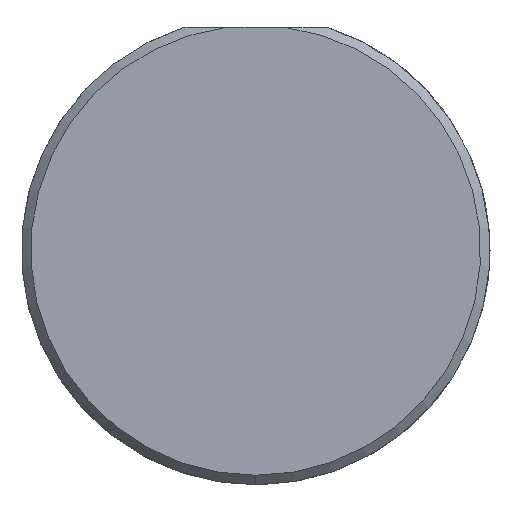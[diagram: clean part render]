
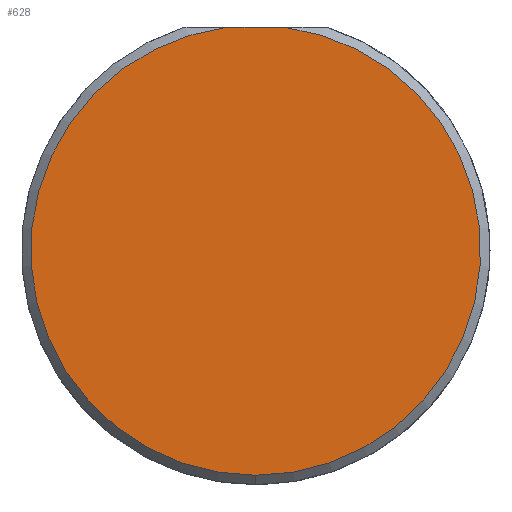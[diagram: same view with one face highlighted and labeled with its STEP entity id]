
A CAD part, left-side view. The second image highlights one B-rep face of the part: STEP entity #628.
In plain terms, the highlighted planar face has unit normal (-1, 0, 0).
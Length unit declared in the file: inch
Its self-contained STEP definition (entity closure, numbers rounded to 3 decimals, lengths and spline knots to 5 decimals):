
#19 = AXIS2_PLACEMENT_3D ( 'NONE', #436, #652, #166 ) ;
#44 = VECTOR ( 'NONE', #144, 39.37008 ) ;
#75 = LINE ( 'NONE', #249, #44 ) ;
#76 = VERTEX_POINT ( 'NONE', #632 ) ;
#112 = AXIS2_PLACEMENT_3D ( 'NONE', #328, #277, #262 ) ;
#124 = ORIENTED_EDGE ( 'NONE', *, *, #675, .T. ) ;
#127 = VERTEX_POINT ( 'NONE', #256 ) ;
#143 = AXIS2_PLACEMENT_3D ( 'NONE', #543, #495, #699 ) ;
#144 = DIRECTION ( 'NONE',  ( 0., 1., 0. ) ) ;
#166 = DIRECTION ( 'NONE',  ( 0., 0., -1. ) ) ;
#214 = PLANE ( 'NONE',  #112 ) ;
#219 = ORIENTED_EDGE ( 'NONE', *, *, #460, .T. ) ;
#229 = EDGE_LOOP ( 'NONE', ( #219, #541, #124 ) ) ;
#249 = CARTESIAN_POINT ( 'NONE',  ( 0., 0.24985, 0.23785 ) ) ;
#255 = EDGE_CURVE ( 'NONE', #127, #608, #325, .T. ) ;
#256 = CARTESIAN_POINT ( 'NONE',  ( 0., 0.03091, 0.23785 ) ) ;
#262 = DIRECTION ( 'NONE',  ( 0., 0., -1. ) ) ;
#277 = DIRECTION ( 'NONE',  ( 1., 0., 0. ) ) ;
#325 = CIRCLE ( 'NONE', #19, 0.23985 ) ;
#328 = CARTESIAN_POINT ( 'NONE',  ( 0., 0., 0. ) ) ;
#420 = CIRCLE ( 'NONE', #143, 0.23985 ) ;
#427 = FACE_OUTER_BOUND ( 'NONE', #229, .T. ) ;
#436 = CARTESIAN_POINT ( 'NONE',  ( 0., 0., 0. ) ) ;
#460 = EDGE_CURVE ( 'NONE', #76, #127, #75, .T. ) ;
#495 = DIRECTION ( 'NONE',  ( -1., 0., 0. ) ) ;
#541 = ORIENTED_EDGE ( 'NONE', *, *, #255, .T. ) ;
#543 = CARTESIAN_POINT ( 'NONE',  ( 0., 0., 0. ) ) ;
#594 = CARTESIAN_POINT ( 'NONE',  ( 0., 0., -0.23985 ) ) ;
#608 = VERTEX_POINT ( 'NONE', #594 ) ;
#628 = ADVANCED_FACE ( 'NONE', ( #427 ), #214, .F. ) ;
#632 = CARTESIAN_POINT ( 'NONE',  ( 0., -0.03091, 0.23785 ) ) ;
#652 = DIRECTION ( 'NONE',  ( -1., 0., 0. ) ) ;
#675 = EDGE_CURVE ( 'NONE', #608, #76, #420, .T. ) ;
#699 = DIRECTION ( 'NONE',  ( 0., 0., -1. ) ) ;
